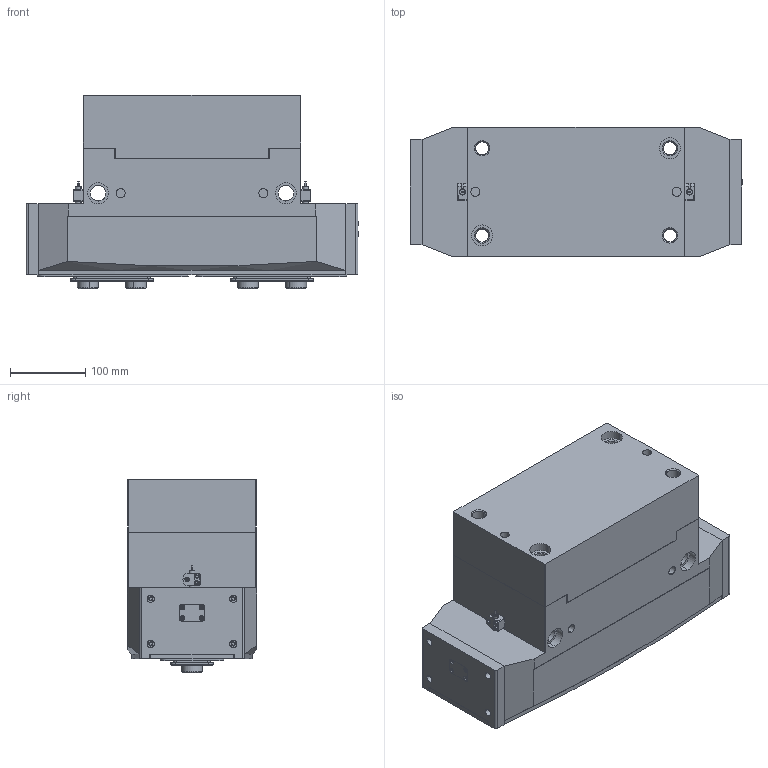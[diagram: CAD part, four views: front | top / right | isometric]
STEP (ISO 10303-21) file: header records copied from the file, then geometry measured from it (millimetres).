
FILE_DESCRIPTION (( 'STEP AP203' ), '1' );
FILE_NAME ('TR181-410-S-P-NO.STEP', '2024-11-19T08:12:37', ( 'USER-' ), ( 'Microsoft' ), 'SwSTEP 2.0', 'SolidWorks 2018', '' );
FILE_SCHEMA (( 'CONFIG_CONTROL_DESIGN' ));
Length unit declared in the file: millimetre
Products named in the file (25): 20-28种杶-1; TR181-410-S; TR181-410-S-P-NO; TR380-T-04 中位封板(默认); 20-28种杶; 晚假蚾輸B; TR181-410-P 痄雄啣; M8-50諉輪羲壽耀倰; 羲壽標釱B-1; TR181-410-S-P; 20-28种杶-3; 羲壽標釱B; M8-50諉輪羲壽耀倰-1; TR181-410-NC杅耀.sldasm-Part-19; TR380-T-03 籵蚚賑輸; TR181-410-P 滅鳥啣; TR380-T-01 籵蚚褲极; TR181-410-P 种杶; 35x18-R3; TR181-410-P 滅鳥裔啣; TR181-410-P 耜滅鳥裔啣; 埴翐芛蹟隊_GB_FASTENER_SCREWS_HSHCS M2X8-N; 20-28种杶-2; TR181-410-P 耜滅鳥啣; 晚假蚾輸B-1
Assembly tree (35 placements, depth 4):
  TR181-410-S-P-NO
    TR181-410-S-P
      TR181-410-S
        20-28种杶
        20-28种杶-1
        TR380-T-03 籵蚚賑輸  x2
        20-28种杶-2
        TR380-T-04 中位封板(默认)
        晚假蚾輸B
        TR380-T-01 籵蚚褲极
        M8-50諉輪羲壽耀倰
        20-28种杶-3
        晚假蚾輸B-1
        羲壽標釱B-1
        M8-50諉輪羲壽耀倰-1
        埴翐芛蹟隊_GB_FASTENER_SCREWS_HSHCS M2X8-N  x4
        35x18-R3
        羲壽標釱B
      TR181-410-P 滅鳥啣
      TR181-410-P 痄雄啣  x2
      TR181-410-P 耜滅鳥啣  x2
      TR181-410-P 耜滅鳥裔啣  x2
      TR181-410-P 种杶  x4
      TR181-410-P 滅鳥裔啣  x2
    TR181-410-NC杅耀.sldasm-Part-19
Bounding box: 442 x 172 x 257 mm (x, y, z)
Volume: 13257355.3 mm3; surface area: 1069266 mm2
Topology: 33 solids, 55 shells, 1809 faces, 4603 edges, 2928 vertices
Faces by surface type: plane 790, cylinder 572, cone 284, bspline 155, torus 8
Entity records: 52371 total; most frequent: CARTESIAN_POINT 14690, ORIENTED_EDGE 7262, DIRECTION 6988, EDGE_CURVE 3631, AXIS2_PLACEMENT_3D 2399, VERTEX_POINT 2359, VECTOR 2190, LINE 2190
